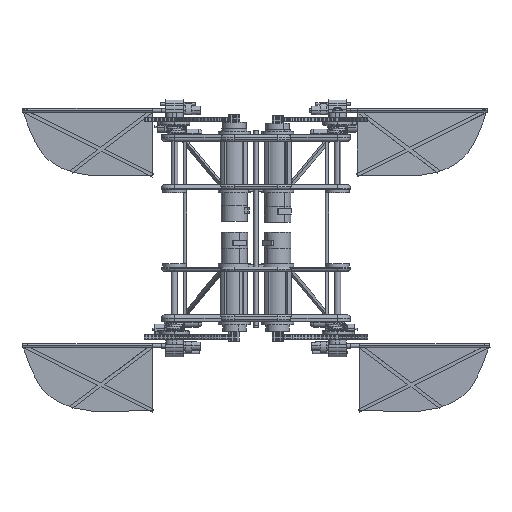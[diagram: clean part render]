
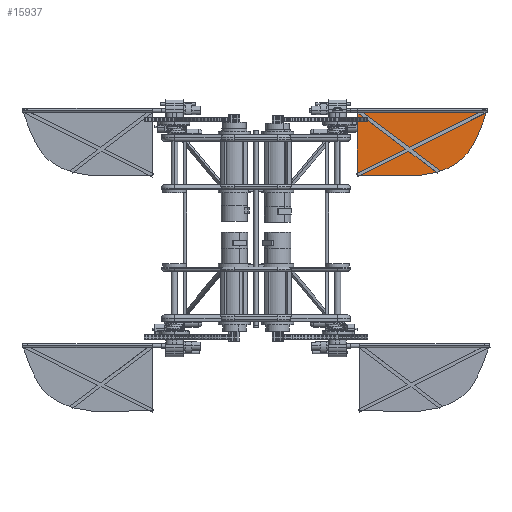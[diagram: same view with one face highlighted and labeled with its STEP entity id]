
A CAD part, front view. The second image highlights one B-rep face of the part: STEP entity #15937.
In plain terms, the highlighted face is planar.
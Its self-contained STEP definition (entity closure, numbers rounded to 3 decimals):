
#1070 = CARTESIAN_POINT ( 'NONE',  ( 30., 0., 0. ) ) ;
#2810 = FACE_OUTER_BOUND ( 'NONE', #32608, .T. ) ;
#6276 = CARTESIAN_POINT ( 'NONE',  ( 28.729, -3.825, 0. ) ) ;
#6553 = EDGE_CURVE ( 'NONE', #15126, #23489, #16075, .T. ) ;
#8929 = DIRECTION ( 'NONE',  ( 0., -1., 0. ) ) ;
#9870 = PLANE ( 'NONE',  #13242 ) ;
#10718 = CARTESIAN_POINT ( 'NONE',  ( 0., 0., 0. ) ) ;
#11695 = VERTEX_POINT ( 'NONE', #10718 ) ;
#11938 = CARTESIAN_POINT ( 'NONE',  ( 0., 0., 0. ) ) ;
#12807 = ORIENTED_EDGE ( 'NONE', *, *, #30107, .T. ) ;
#13242 = AXIS2_PLACEMENT_3D ( 'NONE', #32151, #21690, #29645 ) ;
#14519 = LINE ( 'NONE', #20548, #31849 ) ;
#15126 = VERTEX_POINT ( 'NONE', #19289 ) ;
#15937 = ADVANCED_FACE ( 'NONE', ( #2810 ), #9870, .T. ) ;
#16075 = B_SPLINE_CURVE_WITH_KNOTS ( 'NONE', 3,
 ( #21751, #24641, #36007, #6276, #1070 ),
 .UNSPECIFIED., .F., .F.,
 ( 4, 1, 4 ),
 ( 0., 0.694, 1. ),
 .UNSPECIFIED. ) ;
#18595 = ORIENTED_EDGE ( 'NONE', *, *, #6553, .T. ) ;
#19289 = CARTESIAN_POINT ( 'NONE',  ( 0., -15., 0. ) ) ;
#20459 = CARTESIAN_POINT ( 'NONE',  ( 30., 0., 0. ) ) ;
#20548 = CARTESIAN_POINT ( 'NONE',  ( 0., 0., 0. ) ) ;
#21690 = DIRECTION ( 'NONE',  ( 0., 0., 1. ) ) ;
#21751 = CARTESIAN_POINT ( 'NONE',  ( 0., -15., 0. ) ) ;
#23489 = VERTEX_POINT ( 'NONE', #20459 ) ;
#24641 = CARTESIAN_POINT ( 'NONE',  ( 10.07, -15.551, 0. ) ) ;
#26835 = DIRECTION ( 'NONE',  ( -1., 0., 0. ) ) ;
#28759 = VECTOR ( 'NONE', #26835, 1000. ) ;
#29645 = DIRECTION ( 'NONE',  ( 1., 0., 0. ) ) ;
#29923 = LINE ( 'NONE', #11938, #28759 ) ;
#30107 = EDGE_CURVE ( 'NONE', #23489, #11695, #29923, .T. ) ;
#31389 = EDGE_CURVE ( 'NONE', #11695, #15126, #14519, .T. ) ;
#31456 = ORIENTED_EDGE ( 'NONE', *, *, #31389, .T. ) ;
#31849 = VECTOR ( 'NONE', #8929, 1000. ) ;
#32151 = CARTESIAN_POINT ( 'NONE',  ( 19.889, -13.794, 0. ) ) ;
#32608 = EDGE_LOOP ( 'NONE', ( #12807, #31456, #18595 ) ) ;
#36007 = CARTESIAN_POINT ( 'NONE',  ( 24.57, -16.344, 0. ) ) ;
